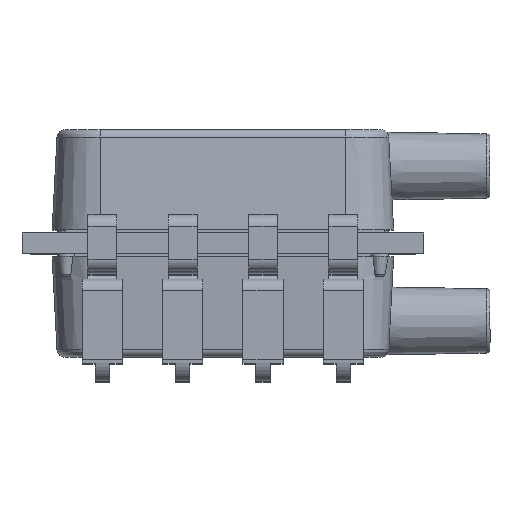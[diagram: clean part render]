
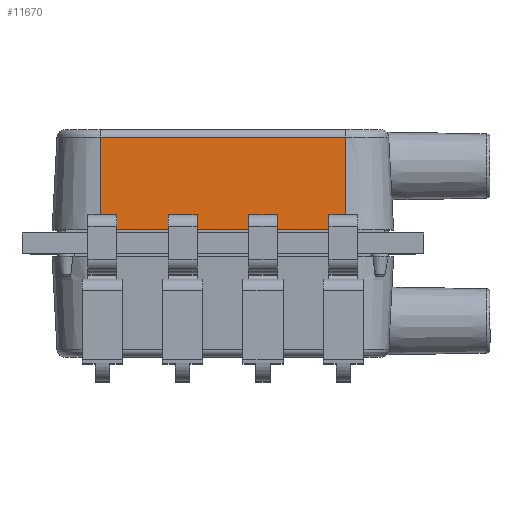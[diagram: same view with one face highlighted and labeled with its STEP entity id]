
A CAD part, top view. The second image highlights one B-rep face of the part: STEP entity #11670.
In plain terms, the highlighted face is planar.
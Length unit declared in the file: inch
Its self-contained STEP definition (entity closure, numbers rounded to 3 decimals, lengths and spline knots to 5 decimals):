
#2280 = ORIENTED_EDGE ( 'NONE', *, *, #10460, .F. ) ;
#2282 = ORIENTED_EDGE ( 'NONE', *, *, #10492, .F. ) ;
#2316 = ORIENTED_EDGE ( 'NONE', *, *, #8654, .F. ) ;
#2328 = ORIENTED_EDGE ( 'NONE', *, *, #8573, .T. ) ;
#4035 = EDGE_LOOP ( 'NONE', ( #2316, #2282, #2328, #2280 ) ) ;
#5202 = FACE_OUTER_BOUND ( 'NONE', #4035, .T. ) ;
#5917 = DIRECTION ( 'NONE',  ( -1., 0., 0. ) ) ;
#5942 = CARTESIAN_POINT ( 'NONE',  ( 0.0265, 0.2455, 0.00375 ) ) ;
#6156 = CARTESIAN_POINT ( 'NONE',  ( 0.0265, 0.23945, 0.11927 ) ) ;
#6172 = DIRECTION ( 'NONE',  ( -1., 0., 0. ) ) ;
#6196 = CARTESIAN_POINT ( 'NONE',  ( -0.12624, 0.2455, 0.00375 ) ) ;
#6240 = CARTESIAN_POINT ( 'NONE',  ( 0.17924, 0.2455, 0.00375 ) ) ;
#6275 = CARTESIAN_POINT ( 'NONE',  ( -0.12617, 0.23945, 0.11927 ) ) ;
#6285 = CARTESIAN_POINT ( 'NONE',  ( 0.17917, 0.23945, 0.11927 ) ) ;
#7156 = VECTOR ( 'NONE', #7992, 39.37008 ) ;
#7168 = LINE ( 'NONE', #7987, #7156 ) ;
#7987 = CARTESIAN_POINT ( 'NONE',  ( 0.17921, 0.24247, 0.0615 ) ) ;
#7992 = DIRECTION ( 'NONE',  ( -0.001, -0.052, 0.999 ) ) ;
#8231 = CARTESIAN_POINT ( 'NONE',  ( -0.12621, 0.24247, 0.0615 ) ) ;
#8240 = DIRECTION ( 'NONE',  ( -0.001, 0.052, -0.999 ) ) ;
#8573 = EDGE_CURVE ( 'NONE', #8753, #8721, #9944, .T. ) ;
#8654 = EDGE_CURVE ( 'NONE', #8779, #8794, #10020, .T. ) ;
#8721 = VERTEX_POINT ( 'NONE', #6196 ) ;
#8753 = VERTEX_POINT ( 'NONE', #6240 ) ;
#8779 = VERTEX_POINT ( 'NONE', #6285 ) ;
#8794 = VERTEX_POINT ( 'NONE', #6275 ) ;
#9641 = VECTOR ( 'NONE', #8240, 39.37008 ) ;
#9644 = LINE ( 'NONE', #8231, #9641 ) ;
#9944 = LINE ( 'NONE', #5942, #9964 ) ;
#9964 = VECTOR ( 'NONE', #5917, 39.37008 ) ;
#10020 = LINE ( 'NONE', #6156, #10048 ) ;
#10048 = VECTOR ( 'NONE', #6172, 39.37008 ) ;
#10460 = EDGE_CURVE ( 'NONE', #8794, #8721, #9644, .T. ) ;
#10492 = EDGE_CURVE ( 'NONE', #8753, #8779, #7168, .T. ) ;
#11019 = AXIS2_PLACEMENT_3D ( 'NONE', #12004, #12009, #12042 ) ;
#11670 = ADVANCED_FACE ( 'NONE', ( #5202 ), #12041, .T. ) ;
#12004 = CARTESIAN_POINT ( 'NONE',  ( 0.17924, 0.2455, 0.00375 ) ) ;
#12009 = DIRECTION ( 'NONE',  ( 0., 0.999, 0.052 ) ) ;
#12041 = PLANE ( 'NONE',  #11019 ) ;
#12042 = DIRECTION ( 'NONE',  ( -1., 0., 0. ) ) ;
